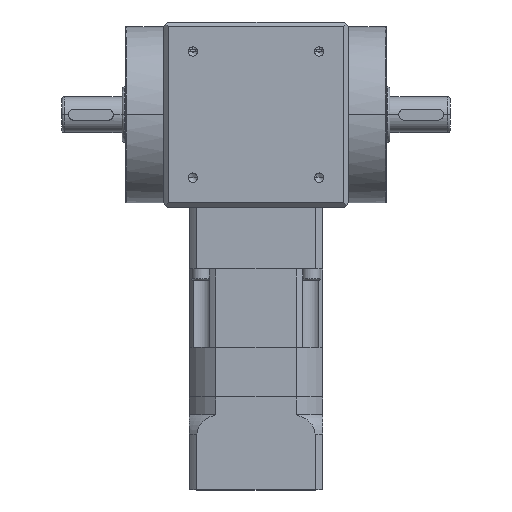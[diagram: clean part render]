
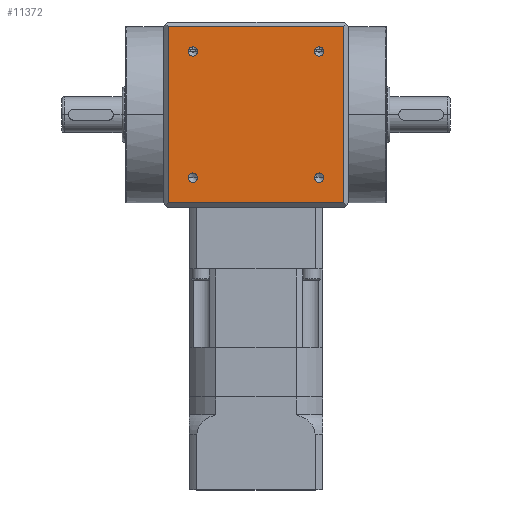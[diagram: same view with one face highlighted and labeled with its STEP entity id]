
A CAD part, top view. The second image highlights one B-rep face of the part: STEP entity #11372.
In plain terms, the highlighted planar face has unit normal (0, 0, 1).
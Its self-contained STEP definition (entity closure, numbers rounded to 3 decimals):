
#37 = DIRECTION ( 'NONE',  ( 0., -1., 0. ) ) ;
#564 = EDGE_CURVE ( 'NONE', #16808, #21678, #15768, .T. ) ;
#803 = AXIS2_PLACEMENT_3D ( 'NONE', #20843, #9948, #22652 ) ;
#1036 = EDGE_CURVE ( 'NONE', #19932, #20619, #10038, .T. ) ;
#1194 = DIRECTION ( 'NONE',  ( 0., 0., -1. ) ) ;
#1227 = CARTESIAN_POINT ( 'NONE',  ( -39.292, 177.2, 41.5 ) ) ;
#1399 = VERTEX_POINT ( 'NONE', #15233 ) ;
#1530 = CARTESIAN_POINT ( 'NONE',  ( 28.284, 166.084, 41.5 ) ) ;
#1537 = VERTEX_POINT ( 'NONE', #15556 ) ;
#1649 = CARTESIAN_POINT ( 'NONE',  ( 39.292, 0., 41.5 ) ) ;
#1663 = EDGE_CURVE ( 'NONE', #1399, #3517, #5517, .T. ) ;
#1738 = AXIS2_PLACEMENT_3D ( 'NONE', #5036, #17709, #6859 ) ;
#1770 = EDGE_LOOP ( 'NONE', ( #21529, #6749 ) ) ;
#1780 = AXIS2_PLACEMENT_3D ( 'NONE', #4937, #17589, #6731 ) ;
#2421 = EDGE_CURVE ( 'NONE', #1537, #6633, #9403, .T. ) ;
#2670 = ORIENTED_EDGE ( 'NONE', *, *, #18019, .F. ) ;
#2862 = VERTEX_POINT ( 'NONE', #18834 ) ;
#2947 = PLANE ( 'NONE',  #17912 ) ;
#3062 = CARTESIAN_POINT ( 'NONE',  ( 28.284, 163.984, 41.5 ) ) ;
#3128 = ORIENTED_EDGE ( 'NONE', *, *, #20743, .F. ) ;
#3509 = FACE_BOUND ( 'NONE', #15310, .T. ) ;
#3517 = VERTEX_POINT ( 'NONE', #22010 ) ;
#4001 = CARTESIAN_POINT ( 'NONE',  ( -28.284, 109.516, 41.5 ) ) ;
#4064 = FACE_BOUND ( 'NONE', #5968, .T. ) ;
#4434 = CARTESIAN_POINT ( 'NONE',  ( 28.284, 163.984, 41.5 ) ) ;
#4732 = CARTESIAN_POINT ( 'NONE',  ( -28.284, 163.984, 41.5 ) ) ;
#4772 = EDGE_CURVE ( 'NONE', #21678, #16808, #11962, .T. ) ;
#4793 = EDGE_CURVE ( 'NONE', #15858, #5045, #12550, .T. ) ;
#4861 = DIRECTION ( 'NONE',  ( 0., -1., 0. ) ) ;
#4884 = CIRCLE ( 'NONE', #1738, 2.1 ) ;
#4937 = CARTESIAN_POINT ( 'NONE',  ( 28.284, 107.416, 41.5 ) ) ;
#5036 = CARTESIAN_POINT ( 'NONE',  ( -28.284, 107.416, 41.5 ) ) ;
#5045 = VERTEX_POINT ( 'NONE', #1530 ) ;
#5199 = CIRCLE ( 'NONE', #7672, 2.1 ) ;
#5237 = DIRECTION ( 'NONE',  ( 0., -1., 0. ) ) ;
#5517 = LINE ( 'NONE', #1649, #14581 ) ;
#5765 = VECTOR ( 'NONE', #13837, 1000. ) ;
#5968 = EDGE_LOOP ( 'NONE', ( #12020, #7610 ) ) ;
#6226 = DIRECTION ( 'NONE',  ( 0., -1., 0. ) ) ;
#6529 = DIRECTION ( 'NONE',  ( 0., -1., 0. ) ) ;
#6633 = VERTEX_POINT ( 'NONE', #20169 ) ;
#6731 = DIRECTION ( 'NONE',  ( 0., -1., 0. ) ) ;
#6749 = ORIENTED_EDGE ( 'NONE', *, *, #564, .T. ) ;
#6856 = EDGE_LOOP ( 'NONE', ( #10486, #9346 ) ) ;
#6859 = DIRECTION ( 'NONE',  ( 0., -1., 0. ) ) ;
#6971 = CARTESIAN_POINT ( 'NONE',  ( -41.5, 96.2, 41.5 ) ) ;
#6991 = AXIS2_PLACEMENT_3D ( 'NONE', #4732, #17383, #6529 ) ;
#7610 = ORIENTED_EDGE ( 'NONE', *, *, #15051, .T. ) ;
#7669 = ORIENTED_EDGE ( 'NONE', *, *, #1663, .F. ) ;
#7672 = AXIS2_PLACEMENT_3D ( 'NONE', #3062, #15713, #4861 ) ;
#7960 = CARTESIAN_POINT ( 'NONE',  ( -28.284, 163.984, 41.5 ) ) ;
#9346 = ORIENTED_EDGE ( 'NONE', *, *, #15575, .F. ) ;
#9403 = CIRCLE ( 'NONE', #1780, 2.1 ) ;
#9754 = DIRECTION ( 'NONE',  ( 0., -1., 0. ) ) ;
#9948 = DIRECTION ( 'NONE',  ( 0., 0., 1. ) ) ;
#9952 = VECTOR ( 'NONE', #15499, 1000. ) ;
#10038 = CIRCLE ( 'NONE', #803, 2.1 ) ;
#10085 = CARTESIAN_POINT ( 'NONE',  ( 0., 175.2, 41.5 ) ) ;
#10486 = ORIENTED_EDGE ( 'NONE', *, *, #2421, .F. ) ;
#10538 = LINE ( 'NONE', #10085, #9952 ) ;
#10829 = DIRECTION ( 'NONE',  ( 0., 0., 1. ) ) ;
#11372 = ADVANCED_FACE ( 'NONE', ( #22754, #3509, #17926, #4064, #13081 ), #2947, .F. ) ;
#11449 = CARTESIAN_POINT ( 'NONE',  ( -28.284, 105.316, 41.5 ) ) ;
#11469 = EDGE_CURVE ( 'NONE', #20619, #19932, #4884, .T. ) ;
#11962 = CIRCLE ( 'NONE', #12287, 2.1 ) ;
#12002 = CARTESIAN_POINT ( 'NONE',  ( -41.5, 177.2, 41.5 ) ) ;
#12020 = ORIENTED_EDGE ( 'NONE', *, *, #4793, .T. ) ;
#12100 = LINE ( 'NONE', #6971, #23474 ) ;
#12287 = AXIS2_PLACEMENT_3D ( 'NONE', #7960, #20645, #9754 ) ;
#12497 = DIRECTION ( 'NONE',  ( -1., 0., 0. ) ) ;
#12550 = CIRCLE ( 'NONE', #15580, 2.1 ) ;
#12798 = CIRCLE ( 'NONE', #20896, 2.1 ) ;
#13081 = FACE_BOUND ( 'NONE', #1770, .T. ) ;
#13816 = DIRECTION ( 'NONE',  ( 0., 1., 0. ) ) ;
#13837 = DIRECTION ( 'NONE',  ( 0., 1., 0. ) ) ;
#14237 = EDGE_CURVE ( 'NONE', #21222, #2862, #20237, .T. ) ;
#14581 = VECTOR ( 'NONE', #5237, 1000. ) ;
#14827 = CARTESIAN_POINT ( 'NONE',  ( -28.284, 161.884, 41.5 ) ) ;
#14961 = ORIENTED_EDGE ( 'NONE', *, *, #1036, .F. ) ;
#15051 = EDGE_CURVE ( 'NONE', #5045, #15858, #5199, .T. ) ;
#15233 = CARTESIAN_POINT ( 'NONE',  ( 39.292, 175.2, 41.5 ) ) ;
#15251 = ORIENTED_EDGE ( 'NONE', *, *, #14237, .F. ) ;
#15310 = EDGE_LOOP ( 'NONE', ( #19496, #14961 ) ) ;
#15499 = DIRECTION ( 'NONE',  ( 1., 0., 0. ) ) ;
#15556 = CARTESIAN_POINT ( 'NONE',  ( 28.284, 105.316, 41.5 ) ) ;
#15575 = EDGE_CURVE ( 'NONE', #6633, #1537, #12798, .T. ) ;
#15580 = AXIS2_PLACEMENT_3D ( 'NONE', #4434, #17078, #6226 ) ;
#15713 = DIRECTION ( 'NONE',  ( 0., 0., -1. ) ) ;
#15768 = CIRCLE ( 'NONE', #6991, 2.1 ) ;
#15858 = VERTEX_POINT ( 'NONE', #18391 ) ;
#16808 = VERTEX_POINT ( 'NONE', #17789 ) ;
#17078 = DIRECTION ( 'NONE',  ( 0., 0., -1. ) ) ;
#17383 = DIRECTION ( 'NONE',  ( 0., 0., -1. ) ) ;
#17589 = DIRECTION ( 'NONE',  ( 0., 0., 1. ) ) ;
#17709 = DIRECTION ( 'NONE',  ( 0., 0., 1. ) ) ;
#17789 = CARTESIAN_POINT ( 'NONE',  ( -28.284, 166.084, 41.5 ) ) ;
#17912 = AXIS2_PLACEMENT_3D ( 'NONE', #12002, #1194, #13816 ) ;
#17926 = FACE_BOUND ( 'NONE', #6856, .T. ) ;
#18019 = EDGE_CURVE ( 'NONE', #3517, #21222, #12100, .T. ) ;
#18391 = CARTESIAN_POINT ( 'NONE',  ( 28.284, 161.884, 41.5 ) ) ;
#18834 = CARTESIAN_POINT ( 'NONE',  ( -39.292, 175.2, 41.5 ) ) ;
#19496 = ORIENTED_EDGE ( 'NONE', *, *, #11469, .F. ) ;
#19932 = VERTEX_POINT ( 'NONE', #4001 ) ;
#20169 = CARTESIAN_POINT ( 'NONE',  ( 28.284, 109.516, 41.5 ) ) ;
#20237 = LINE ( 'NONE', #1227, #5765 ) ;
#20619 = VERTEX_POINT ( 'NONE', #11449 ) ;
#20645 = DIRECTION ( 'NONE',  ( 0., 0., -1. ) ) ;
#20743 = EDGE_CURVE ( 'NONE', #2862, #1399, #10538, .T. ) ;
#20843 = CARTESIAN_POINT ( 'NONE',  ( -28.284, 107.416, 41.5 ) ) ;
#20896 = AXIS2_PLACEMENT_3D ( 'NONE', #21730, #10829, #37 ) ;
#21222 = VERTEX_POINT ( 'NONE', #22542 ) ;
#21529 = ORIENTED_EDGE ( 'NONE', *, *, #4772, .T. ) ;
#21678 = VERTEX_POINT ( 'NONE', #14827 ) ;
#21730 = CARTESIAN_POINT ( 'NONE',  ( 28.284, 107.416, 41.5 ) ) ;
#22010 = CARTESIAN_POINT ( 'NONE',  ( 39.292, 96.2, 41.5 ) ) ;
#22542 = CARTESIAN_POINT ( 'NONE',  ( -39.292, 96.2, 41.5 ) ) ;
#22652 = DIRECTION ( 'NONE',  ( 0., -1., 0. ) ) ;
#22754 = FACE_OUTER_BOUND ( 'NONE', #22904, .T. ) ;
#22904 = EDGE_LOOP ( 'NONE', ( #2670, #7669, #3128, #15251 ) ) ;
#23474 = VECTOR ( 'NONE', #12497, 1000. ) ;
